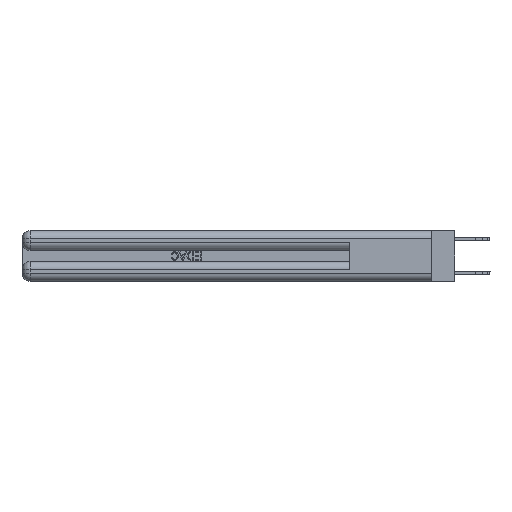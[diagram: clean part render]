
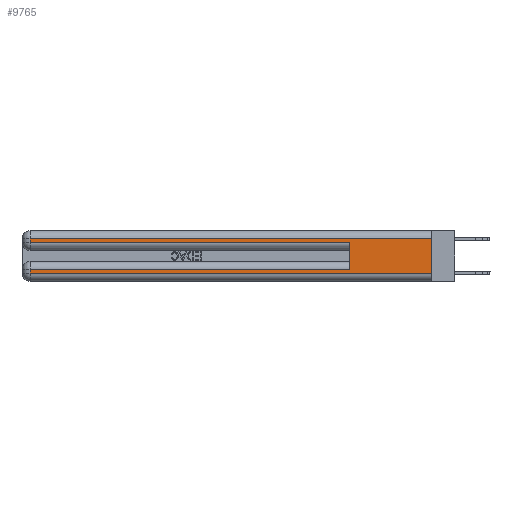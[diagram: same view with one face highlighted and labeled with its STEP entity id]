
A CAD part, left-side view. The second image highlights one B-rep face of the part: STEP entity #9765.
In plain terms, the highlighted planar face has unit normal (-1, 0, 0).
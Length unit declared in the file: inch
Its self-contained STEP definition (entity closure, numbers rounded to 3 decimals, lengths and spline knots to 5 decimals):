
#1212 = LINE ( 'NONE', #6022, #31251 ) ;
#2194 = EDGE_CURVE ( 'NONE', #13263, #25685, #25465, .T. ) ;
#2472 = DIRECTION ( 'NONE',  ( 0., 0., -1. ) ) ;
#2669 = DIRECTION ( 'NONE',  ( 0., 1., 0. ) ) ;
#2978 = EDGE_CURVE ( 'NONE', #11170, #8657, #1212, .T. ) ;
#3104 = LINE ( 'NONE', #27693, #4681 ) ;
#3581 = ORIENTED_EDGE ( 'NONE', *, *, #11532, .T. ) ;
#4304 = CARTESIAN_POINT ( 'NONE',  ( 0., 0., 0.31 ) ) ;
#4461 = AXIS2_PLACEMENT_3D ( 'NONE', #26915, #24202, #2472 ) ;
#4620 = VERTEX_POINT ( 'NONE', #12115 ) ;
#4681 = VECTOR ( 'NONE', #19883, 39.37008 ) ;
#4718 = FACE_OUTER_BOUND ( 'NONE', #21376, .T. ) ;
#4916 = CARTESIAN_POINT ( 'NONE',  ( 0., 0., 0.085 ) ) ;
#5037 = CARTESIAN_POINT ( 'NONE',  ( 0., 2.94, 0.085 ) ) ;
#5686 = VERTEX_POINT ( 'NONE', #8969 ) ;
#6022 = CARTESIAN_POINT ( 'NONE',  ( 0., 0., 0.285 ) ) ;
#6143 = VECTOR ( 'NONE', #2669, 39.37008 ) ;
#6416 = ORIENTED_EDGE ( 'NONE', *, *, #2194, .F. ) ;
#6867 = LINE ( 'NONE', #4304, #7335 ) ;
#7231 = CARTESIAN_POINT ( 'NONE',  ( 0., 0.6, 0.145 ) ) ;
#7335 = VECTOR ( 'NONE', #26197, 39.37008 ) ;
#7394 = LINE ( 'NONE', #14886, #25958 ) ;
#7668 = CARTESIAN_POINT ( 'NONE',  ( 0., 0., 0.31 ) ) ;
#8270 = ORIENTED_EDGE ( 'NONE', *, *, #26130, .T. ) ;
#8657 = VERTEX_POINT ( 'NONE', #20139 ) ;
#8969 = CARTESIAN_POINT ( 'NONE',  ( 0., 2.94, 0.06 ) ) ;
#9765 = ADVANCED_FACE ( 'NONE', ( #4718 ), #24361, .F. ) ;
#9770 = VERTEX_POINT ( 'NONE', #5037 ) ;
#10129 = EDGE_CURVE ( 'NONE', #25827, #8657, #17119, .T. ) ;
#10517 = DIRECTION ( 'NONE',  ( 0., -1., 0. ) ) ;
#11170 = VERTEX_POINT ( 'NONE', #20637 ) ;
#11278 = DIRECTION ( 'NONE',  ( 0., 0., -1. ) ) ;
#11433 = CARTESIAN_POINT ( 'NONE',  ( 0., 2.94, 0.37 ) ) ;
#11532 = EDGE_CURVE ( 'NONE', #5686, #25685, #7394, .T. ) ;
#12115 = CARTESIAN_POINT ( 'NONE',  ( 0., 2.94, 0.31 ) ) ;
#13263 = VERTEX_POINT ( 'NONE', #7668 ) ;
#13356 = ORIENTED_EDGE ( 'NONE', *, *, #13760, .T. ) ;
#13760 = EDGE_CURVE ( 'NONE', #25827, #9770, #29512, .T. ) ;
#14886 = CARTESIAN_POINT ( 'NONE',  ( 0., 0., 0.06 ) ) ;
#14967 = LINE ( 'NONE', #11433, #20589 ) ;
#15695 = VECTOR ( 'NONE', #15701, 39.37008 ) ;
#15701 = DIRECTION ( 'NONE',  ( 0., 0., -1. ) ) ;
#17119 = LINE ( 'NONE', #7231, #21287 ) ;
#17800 = CARTESIAN_POINT ( 'NONE',  ( 0., 0., 0.37 ) ) ;
#18912 = ORIENTED_EDGE ( 'NONE', *, *, #10129, .F. ) ;
#19045 = DIRECTION ( 'NONE',  ( 0., -1., 0. ) ) ;
#19348 = EDGE_CURVE ( 'NONE', #13263, #4620, #6867, .T. ) ;
#19469 = ORIENTED_EDGE ( 'NONE', *, *, #19348, .T. ) ;
#19769 = ORIENTED_EDGE ( 'NONE', *, *, #23182, .T. ) ;
#19883 = DIRECTION ( 'NONE',  ( 0., 0., -1. ) ) ;
#20139 = CARTESIAN_POINT ( 'NONE',  ( 0., 0.6, 0.285 ) ) ;
#20589 = VECTOR ( 'NONE', #11278, 39.37008 ) ;
#20637 = CARTESIAN_POINT ( 'NONE',  ( 0., 2.94, 0.285 ) ) ;
#21031 = CARTESIAN_POINT ( 'NONE',  ( 0., 0.6, 0.085 ) ) ;
#21119 = ORIENTED_EDGE ( 'NONE', *, *, #2978, .T. ) ;
#21287 = VECTOR ( 'NONE', #24001, 39.37008 ) ;
#21376 = EDGE_LOOP ( 'NONE', ( #6416, #19469, #8270, #21119, #18912, #13356, #19769, #3581 ) ) ;
#23182 = EDGE_CURVE ( 'NONE', #9770, #5686, #3104, .T. ) ;
#24001 = DIRECTION ( 'NONE',  ( 0., 0., 1. ) ) ;
#24202 = DIRECTION ( 'NONE',  ( 1., 0., 0. ) ) ;
#24361 = PLANE ( 'NONE',  #4461 ) ;
#24926 = CARTESIAN_POINT ( 'NONE',  ( 0., 0., 0.06 ) ) ;
#25465 = LINE ( 'NONE', #17800, #15695 ) ;
#25685 = VERTEX_POINT ( 'NONE', #24926 ) ;
#25827 = VERTEX_POINT ( 'NONE', #21031 ) ;
#25958 = VECTOR ( 'NONE', #19045, 39.37008 ) ;
#26130 = EDGE_CURVE ( 'NONE', #4620, #11170, #14967, .T. ) ;
#26197 = DIRECTION ( 'NONE',  ( 0., 1., 0. ) ) ;
#26915 = CARTESIAN_POINT ( 'NONE',  ( 0., 0., 0.37 ) ) ;
#27693 = CARTESIAN_POINT ( 'NONE',  ( 0., 2.94, 0.37 ) ) ;
#29512 = LINE ( 'NONE', #4916, #6143 ) ;
#31251 = VECTOR ( 'NONE', #10517, 39.37008 ) ;
